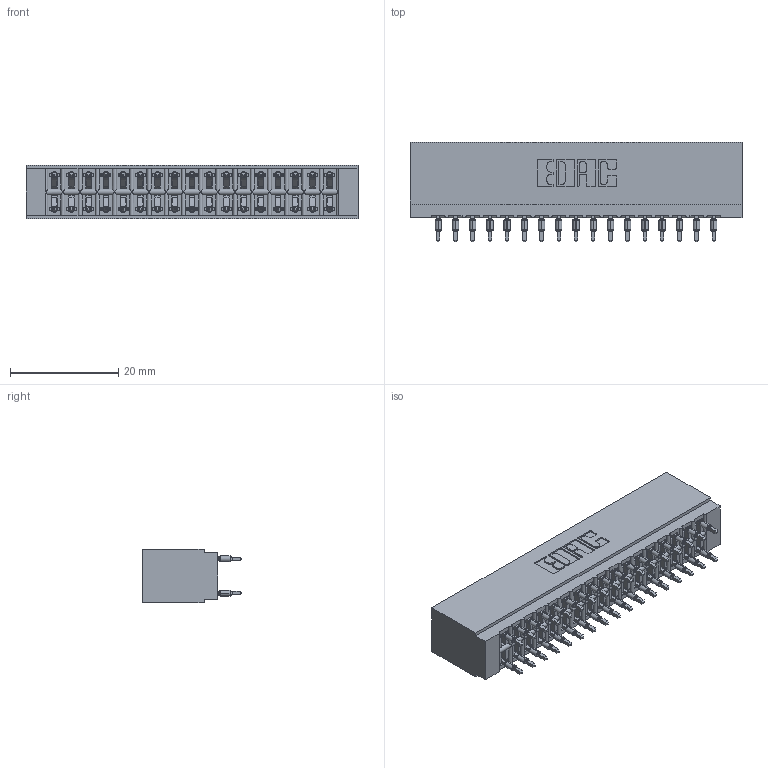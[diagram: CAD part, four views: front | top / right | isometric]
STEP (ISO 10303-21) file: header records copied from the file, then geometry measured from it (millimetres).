
FILE_DESCRIPTION (( 'STEP AP203' ), '1' );
FILE_NAME ('726-034-520-201.STEP', '2020-05-28T05:41:46', ( '' ), ( '' ), 'SwSTEP 2.0', 'SolidWorks 2020', '' );
FILE_SCHEMA (( 'CONFIG_CONTROL_DESIGN' ));
Length unit declared in the file: inch
Products named in the file (3): 726 Part_.515 Slot Depth - 01; 746-292-001_520; 726-034-520-201
Assembly tree (35 placements, depth 2):
  726-034-520-201
    726 Part_.515 Slot Depth - 01
    746-292-001_520  x34
Bounding box: 61.21 x 18.4 x 9.91 mm (x, y, z)
Volume: 5736.2 mm3; surface area: 8969.2 mm2
Topology: 35 solids, 35 shells, 3140 faces, 8627 edges, 5496 vertices
Faces by surface type: plane 1619, bspline 680, cylinder 637, torus 204
Entity records: 29765 total; most frequent: CARTESIAN_POINT 6135, ORIENTED_EDGE 5044, DIRECTION 4254, EDGE_CURVE 2522, VECTOR 2168, LINE 2168, VERTEX_POINT 1668, AXIS2_PLACEMENT_3D 1043
